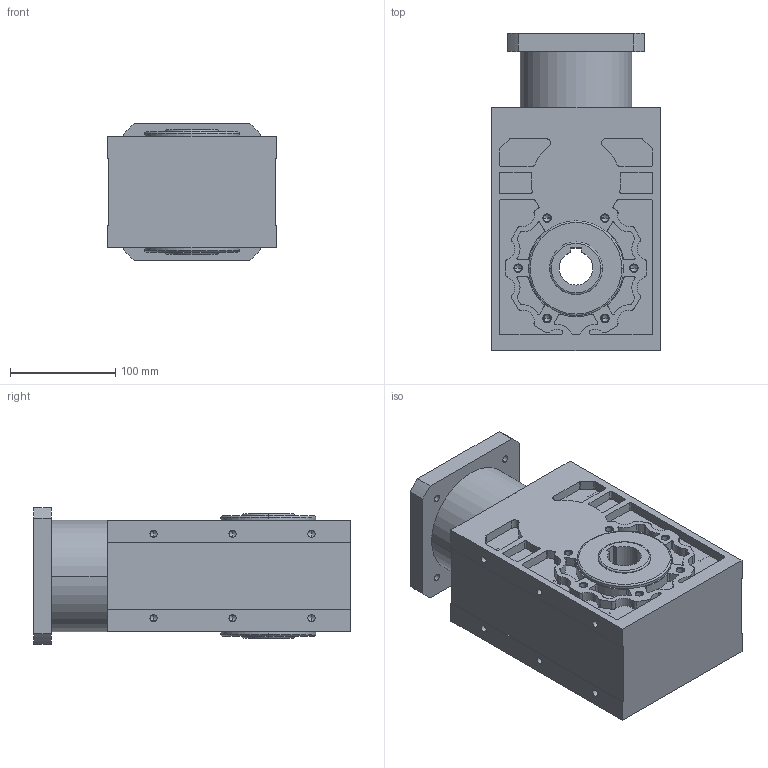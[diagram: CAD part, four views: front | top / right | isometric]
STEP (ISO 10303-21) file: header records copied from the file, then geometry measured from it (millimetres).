
FILE_DESCRIPTION((''),'2;1');
FILE_NAME('AT160-S3-130','2022-06-29T10:57:43',('Administrator'),(''),'CREO PARAMETRIC BY PTC INC, 2019010','CREO PARAMETRIC BY PTC INC, 2019010','');
FILE_SCHEMA(('CONFIG_CONTROL_DESIGN'));
Length unit declared in the file: millimetre
Products named in the file (1): AT160-S3-130
Bounding box: 160 x 301 x 130 mm (x, y, z)
Volume: 4219286.5 mm3; surface area: 278897.9 mm2
Topology: 1 solids, 1 shells, 572 faces, 1584 edges, 1020 vertices
Faces by surface type: cylinder 341, plane 151, cone 72, torus 8
Entity records: 18455 total; most frequent: CARTESIAN_POINT 3443, DIRECTION 3338, ORIENTED_EDGE 3072, EDGE_CURVE 1536, AXIS2_PLACEMENT_3D 1290, VERTEX_POINT 1020, VECTOR 758, LINE 758
